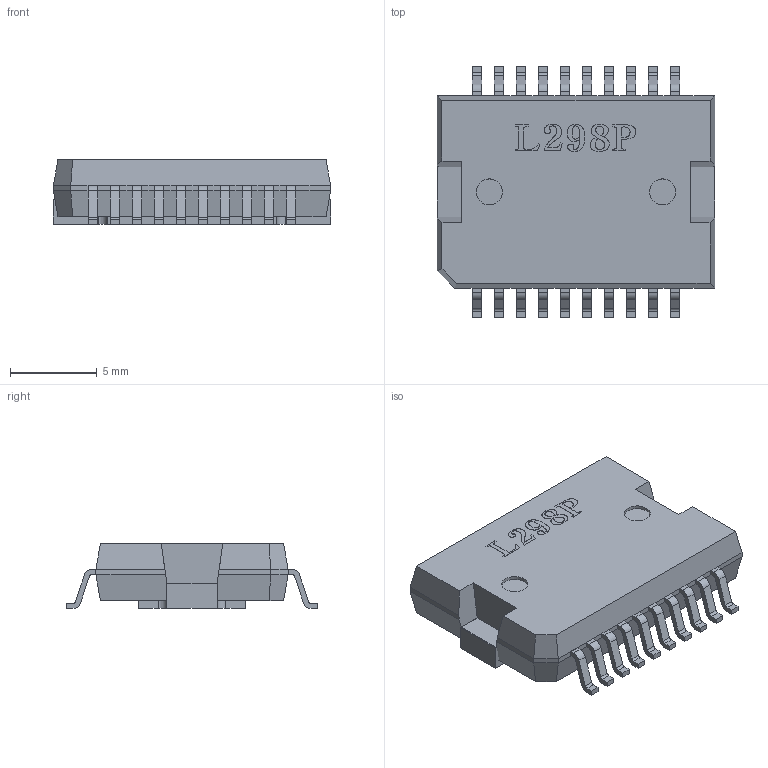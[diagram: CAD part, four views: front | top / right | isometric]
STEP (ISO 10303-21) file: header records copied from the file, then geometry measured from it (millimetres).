
FILE_DESCRIPTION( ( '' ), ' ' );
FILE_NAME( '591ab50f6c040f10c0e41daf.step', '2017-05-16T08:15:12', ( '' ), ( '' ), ' ', ' ', ' ' );
FILE_SCHEMA( ( 'AUTOMOTIVE_DESIGN { 1 0 10303 214 1 1 1 1 }' ) );
Length unit declared in the file: metre
Products named in the file (4): Open CASCADE STEP translator 6.8 1
Bounding box: 16 x 14.5 x 3.75 mm (x, y, z)
Volume: 666.5 mm3; surface area: 836.8 mm2
Topology: 4 solids, 4 shells, 482 faces, 1310 edges, 846 vertices
Faces by surface type: plane 281, extrusion 98, cylinder 93, sphere 6, bspline 4
Full cylindrical faces by diameter (mm): 1.5 x2
Entity records: 28247 total; most frequent: CARTESIAN_POINT 5996, ORIENTED_EDGE 2610, DIRECTION 2142, STYLED_ITEM 1787, PRESENTATION_STYLE_ASSIGNMENT 1787, COLOUR_RGB 1787, EDGE_CURVE 1305, CURVE_STYLE 1305
